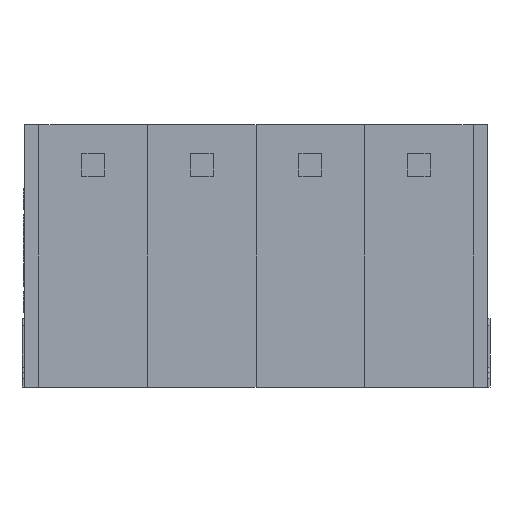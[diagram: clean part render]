
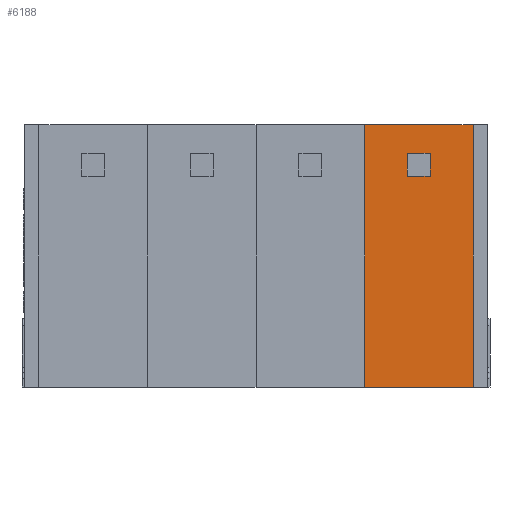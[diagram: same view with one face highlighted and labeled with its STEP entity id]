
A CAD part, front view. The second image highlights one B-rep face of the part: STEP entity #6188.
In plain terms, the highlighted face is planar.
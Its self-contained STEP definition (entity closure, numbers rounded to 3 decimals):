
#312 = VERTEX_POINT ( 'NONE', #14431 ) ;
#533 = DIRECTION ( 'NONE',  ( -1., 0., 0. ) ) ;
#631 = CARTESIAN_POINT ( 'NONE',  ( 1.905, 4.6, -3.7 ) ) ;
#859 = DIRECTION ( 'NONE',  ( 1., 0., 0. ) ) ;
#1188 = CARTESIAN_POINT ( 'NONE',  ( 0.4, 0., -3.7 ) ) ;
#1226 = CARTESIAN_POINT ( 'NONE',  ( -1.905, 0., -3.7 ) ) ;
#1863 = CARTESIAN_POINT ( 'NONE',  ( 0.4, -3.6, -3.7 ) ) ;
#1873 = CARTESIAN_POINT ( 'NONE',  ( 1.905, -4.6, -3.7 ) ) ;
#2120 = VECTOR ( 'NONE', #15307, 1000. ) ;
#2403 = VERTEX_POINT ( 'NONE', #13007 ) ;
#3044 = VECTOR ( 'NONE', #13096, 1000. ) ;
#3093 = FACE_OUTER_BOUND ( 'NONE', #10385, .T. ) ;
#3184 = ORIENTED_EDGE ( 'NONE', *, *, #8882, .F. ) ;
#3206 = VECTOR ( 'NONE', #533, 1000. ) ;
#3234 = VERTEX_POINT ( 'NONE', #14286 ) ;
#3389 = EDGE_LOOP ( 'NONE', ( #6563, #15180, #10537, #13144 ) ) ;
#3624 = DIRECTION ( 'NONE',  ( -1., 0., 0. ) ) ;
#4111 = VECTOR ( 'NONE', #3624, 1000. ) ;
#4116 = VERTEX_POINT ( 'NONE', #1863 ) ;
#4262 = VERTEX_POINT ( 'NONE', #15228 ) ;
#4265 = LINE ( 'NONE', #13036, #3044 ) ;
#4456 = CARTESIAN_POINT ( 'NONE',  ( -17.63, -4.6, -3.7 ) ) ;
#4459 = DIRECTION ( 'NONE',  ( 0., -1., 0. ) ) ;
#4488 = CARTESIAN_POINT ( 'NONE',  ( 17.63, 4.6, -3.7 ) ) ;
#4989 = VERTEX_POINT ( 'NONE', #11426 ) ;
#5160 = DIRECTION ( 'NONE',  ( 0., -1., 0. ) ) ;
#5775 = VECTOR ( 'NONE', #7778, 1000. ) ;
#6188 = ADVANCED_FACE ( 'NONE', ( #12740, #3093 ), #11739, .F. ) ;
#6285 = CARTESIAN_POINT ( 'NONE',  ( -0.4, -3.2, -3.7 ) ) ;
#6563 = ORIENTED_EDGE ( 'NONE', *, *, #6873, .T. ) ;
#6585 = LINE ( 'NONE', #12802, #4111 ) ;
#6613 = LINE ( 'NONE', #631, #13176 ) ;
#6873 = EDGE_CURVE ( 'NONE', #312, #4989, #4265, .T. ) ;
#6949 = DIRECTION ( 'NONE',  ( 1., 0., 0. ) ) ;
#7778 = DIRECTION ( 'NONE',  ( 0., -1., 0. ) ) ;
#8284 = VECTOR ( 'NONE', #6949, 1000. ) ;
#8308 = EDGE_CURVE ( 'NONE', #3234, #14082, #6613, .T. ) ;
#8825 = ORIENTED_EDGE ( 'NONE', *, *, #11512, .F. ) ;
#8870 = LINE ( 'NONE', #1226, #15436 ) ;
#8882 = EDGE_CURVE ( 'NONE', #11950, #2403, #8870, .T. ) ;
#8944 = AXIS2_PLACEMENT_3D ( 'NONE', #14373, #15360, #859 ) ;
#9085 = LINE ( 'NONE', #1188, #5775 ) ;
#10385 = EDGE_LOOP ( 'NONE', ( #16562, #12915, #3184, #8825 ) ) ;
#10537 = ORIENTED_EDGE ( 'NONE', *, *, #13271, .F. ) ;
#11426 = CARTESIAN_POINT ( 'NONE',  ( -0.4, -2.8, -3.7 ) ) ;
#11512 = EDGE_CURVE ( 'NONE', #3234, #11950, #12231, .T. ) ;
#11739 = PLANE ( 'NONE',  #8944 ) ;
#11950 = VERTEX_POINT ( 'NONE', #16403 ) ;
#12231 = LINE ( 'NONE', #4488, #3206 ) ;
#12740 = FACE_BOUND ( 'NONE', #3389, .T. ) ;
#12802 = CARTESIAN_POINT ( 'NONE',  ( -0.4, -3.6, -3.7 ) ) ;
#12915 = ORIENTED_EDGE ( 'NONE', *, *, #15148, .F. ) ;
#13007 = CARTESIAN_POINT ( 'NONE',  ( -1.905, -4.6, -3.7 ) ) ;
#13036 = CARTESIAN_POINT ( 'NONE',  ( -0.4, -2.8, -3.7 ) ) ;
#13096 = DIRECTION ( 'NONE',  ( -1., 0., 0. ) ) ;
#13144 = ORIENTED_EDGE ( 'NONE', *, *, #15505, .F. ) ;
#13176 = VECTOR ( 'NONE', #4459, 1000. ) ;
#13271 = EDGE_CURVE ( 'NONE', #4116, #4262, #6585, .T. ) ;
#14082 = VERTEX_POINT ( 'NONE', #1873 ) ;
#14286 = CARTESIAN_POINT ( 'NONE',  ( 1.905, 4.6, -3.7 ) ) ;
#14373 = CARTESIAN_POINT ( 'NONE',  ( 0., 0., -3.7 ) ) ;
#14431 = CARTESIAN_POINT ( 'NONE',  ( 0.4, -2.8, -3.7 ) ) ;
#15148 = EDGE_CURVE ( 'NONE', #2403, #14082, #15679, .T. ) ;
#15180 = ORIENTED_EDGE ( 'NONE', *, *, #15454, .T. ) ;
#15228 = CARTESIAN_POINT ( 'NONE',  ( -0.4, -3.6, -3.7 ) ) ;
#15307 = DIRECTION ( 'NONE',  ( 0., -1., 0. ) ) ;
#15360 = DIRECTION ( 'NONE',  ( 0., 0., 1. ) ) ;
#15436 = VECTOR ( 'NONE', #5160, 1000. ) ;
#15449 = LINE ( 'NONE', #6285, #2120 ) ;
#15454 = EDGE_CURVE ( 'NONE', #4989, #4262, #15449, .T. ) ;
#15505 = EDGE_CURVE ( 'NONE', #312, #4116, #9085, .T. ) ;
#15679 = LINE ( 'NONE', #4456, #8284 ) ;
#16403 = CARTESIAN_POINT ( 'NONE',  ( -1.905, 4.6, -3.7 ) ) ;
#16562 = ORIENTED_EDGE ( 'NONE', *, *, #8308, .T. ) ;
